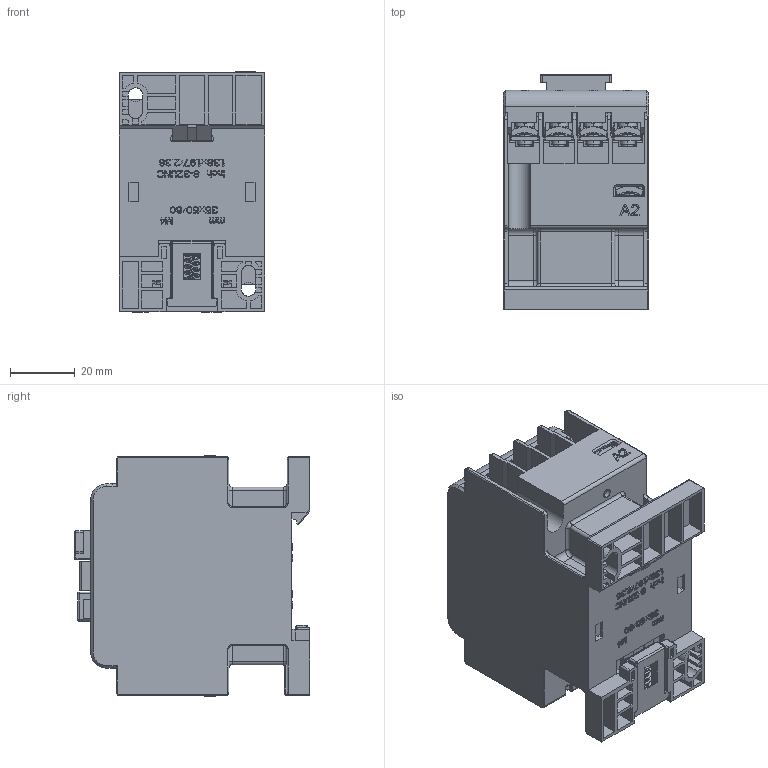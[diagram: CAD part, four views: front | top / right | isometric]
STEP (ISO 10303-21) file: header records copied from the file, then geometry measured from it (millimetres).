
FILE_DESCRIPTION((''),'2;1');
FILE_NAME('2400022200_SW0001','2020-06-03T',('yunfei.yang'),(''),'PRO/ENGINEER BY PARAMETRIC TECHNOLOGY CORPORATION, 2015440','PRO/ENGINEER BY PARAMETRIC TECHNOLOGY CORPORATION, 2015440','');
FILE_SCHEMA(('CONFIG_CONTROL_DESIGN'));
Products named in the file (1): 2400022200_SW0001
Bounding box: 45 x 72.8 x 74.4 mm (x, y, z)
Volume: 149057.5 mm3; surface area: 59526.7 mm2
Topology: 1 solids, 2 shells, 6342 faces, 17565 edges, 11142 vertices
Faces by surface type: plane 4877, cylinder 981, torus 174, bspline 126, cone 106, extrusion 62, sphere 16
Entity records: 214921 total; most frequent: CARTESIAN_POINT 53377, ORIENTED_EDGE 35114, DIRECTION 31286, EDGE_CURVE 17557, VECTOR 14292, LINE 14230, VERTEX_POINT 11142, AXIS2_PLACEMENT_3D 8497
